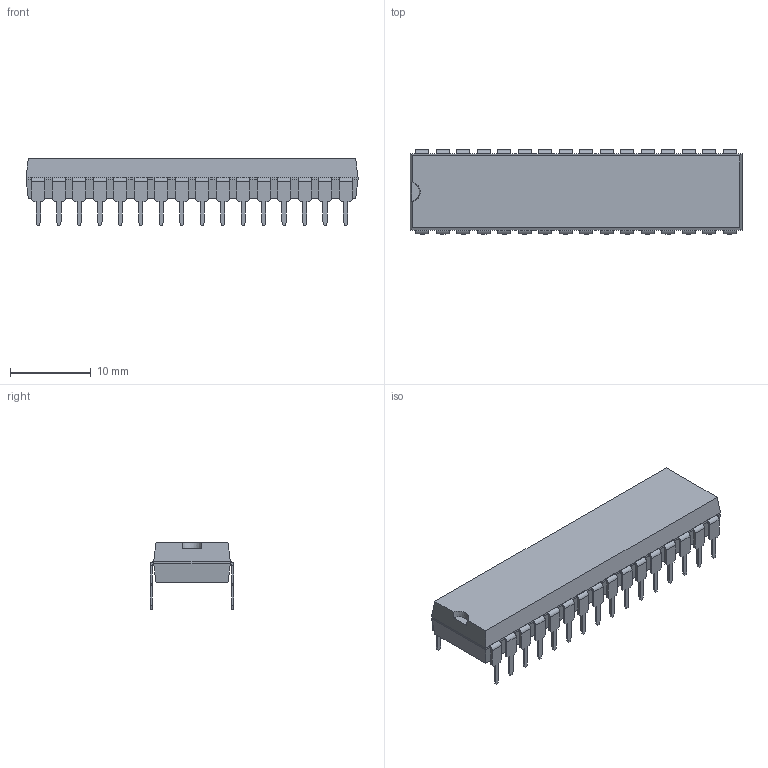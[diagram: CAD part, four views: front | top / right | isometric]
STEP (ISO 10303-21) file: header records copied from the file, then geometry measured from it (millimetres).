
FILE_DESCRIPTION(('STEP AP214'), '1');
FILE_NAME('MS-010AD', '', ('UNSPECIFIED'), ('UNSPECIFIED'), 'ASCON STEP Converter 1.3', 'ASCON Math Kernel', '');
FILE_SCHEMA(('AUTOMOTIVE_DESIGN { 1 0 10303 214 3 1 1}'));
Length unit declared in the file: millimetre
Bounding box: 41.15 x 10.41 x 8.28 mm (x, y, z)
Volume: 1920.6 mm3; surface area: 1786 mm2
Topology: 33 solids, 33 shells, 720 faces, 1698 edges, 1044 vertices
Faces by surface type: plane 655, cylinder 64, cone 1
Entity records: 26292 total; most frequent: CARTESIAN_POINT 3473, ORIENTED_EDGE 3396, DIRECTION 3268, EDGE_CURVE 1698, LINE 1566, VECTOR 1566, VERTEX_POINT 1044, AXIS2_PLACEMENT_3D 851
